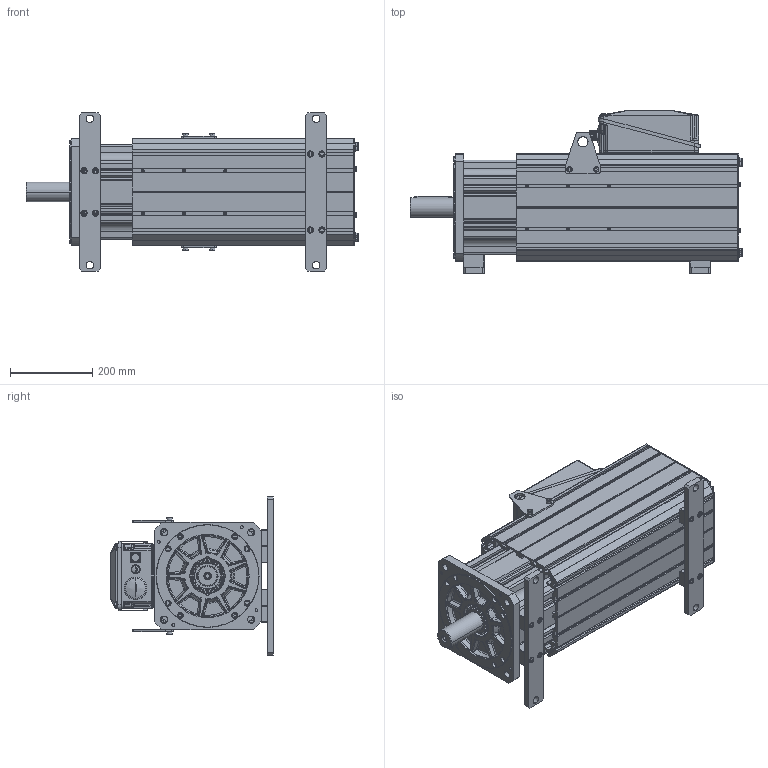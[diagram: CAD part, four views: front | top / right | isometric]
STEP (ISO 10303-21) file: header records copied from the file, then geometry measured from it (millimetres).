
FILE_DESCRIPTION((''),'2;1');
FILE_NAME('69192N-3_SW0002','2022-10-28T17:17:10',('yuminjian'),(''),'CREO PARAMETRIC BY PTC INC, 2018100','CREO PARAMETRIC BY PTC INC, 2018100','');
FILE_SCHEMA(('CONFIG_CONTROL_DESIGN'));
Products named in the file (1): 69192N-3_SW0002
Bounding box: 806.6 x 395.69 x 384 mm (x, y, z)
Surface area: 3020318.8 mm2 (no closed solid volume)
Topology: 0 solids, 188 shells, 2068 faces, 7337 edges, 5348 vertices
Faces by surface type: plane 873, cylinder 585, bspline 275, cone 199, torus 113, sphere 21, revolution 2
Entity records: 152859 total; most frequent: CARTESIAN_POINT 93223, DIRECTION 11840, ORIENTED_EDGE 11083, EDGE_CURVE 7337, VERTEX_POINT 5348, AXIS2_PLACEMENT_3D 4060, VECTOR 3718, LINE 3718
